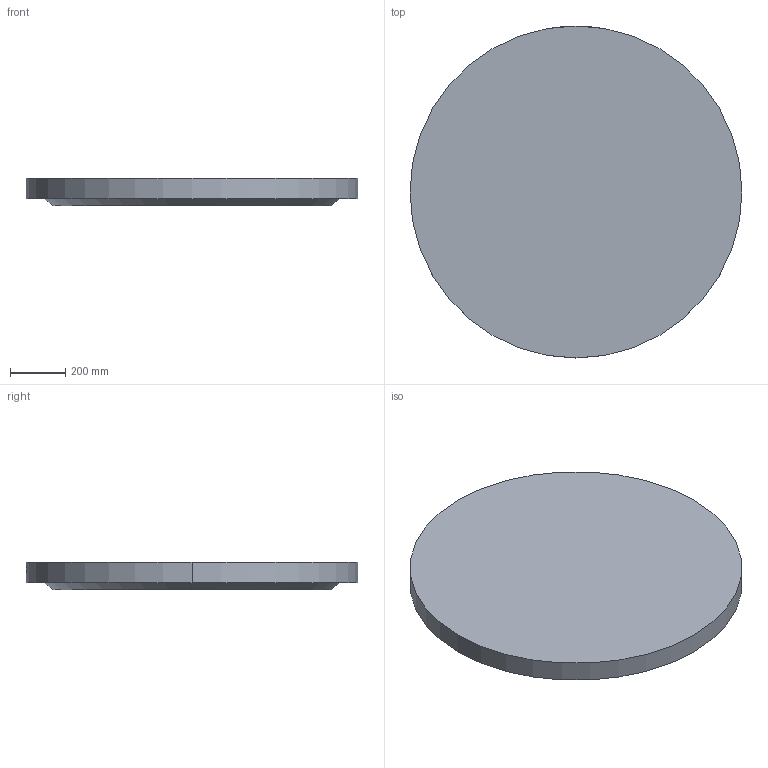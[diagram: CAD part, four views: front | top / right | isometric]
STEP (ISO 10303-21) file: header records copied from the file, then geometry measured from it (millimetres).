
FILE_DESCRIPTION (( 'STEP AP203' ), '1' );
FILE_NAME ('Rudus 2510002 UL-kansi 1000_1200.step', '2020-03-08T15:02:45', ( '' ), ( '' ), 'SwSTEP 2.0', 'SolidWorks 2019', '' );
FILE_SCHEMA (( 'CONFIG_CONTROL_DESIGN' ));
Length unit declared in the file: millimetre
Products named in the file (2): UL-osa-kansi_umpi; Rudus 2510002 UL-kansi 1000_1200
Assembly tree (1 placements, depth 2):
  Rudus 2510002 UL-kansi 1000_1200
    UL-osa-kansi_umpi
Bounding box: 1200 x 1200 x 100 mm (x, y, z)
Volume: 105866371.9 mm3; surface area: 2572177 mm2
Topology: 1 solids, 1 shells, 76 faces, 198 edges, 132 vertices
Faces by surface type: bspline 35, plane 30, cylinder 9, cone 2
Entity records: 11728 total; most frequent: CARTESIAN_POINT 10129, ORIENTED_EDGE 396, EDGE_CURVE 198, B_SPLINE_CURVE_WITH_KNOTS 186, VERTEX_POINT 132, DIRECTION 110, EDGE_LOOP 84, ADVANCED_FACE 76
